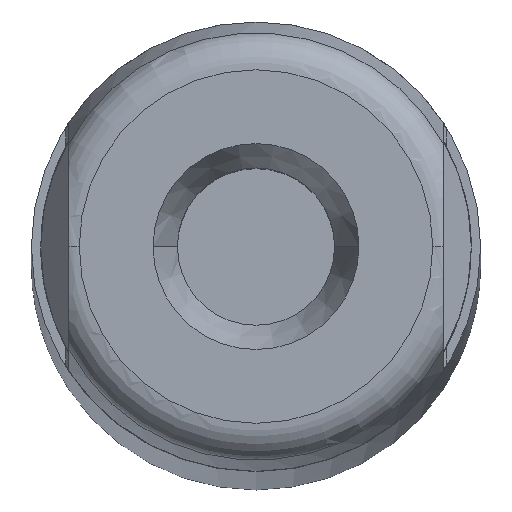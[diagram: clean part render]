
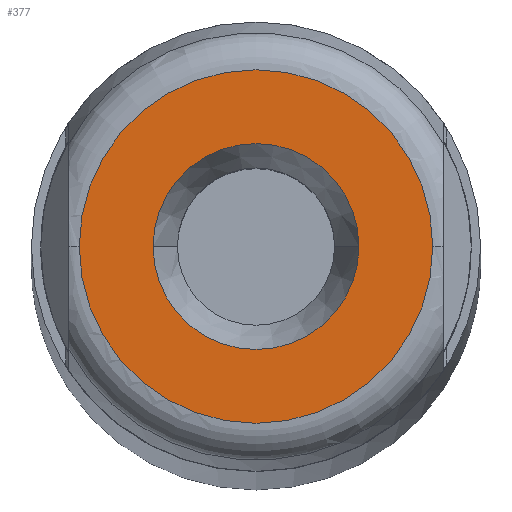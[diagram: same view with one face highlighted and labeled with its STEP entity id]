
A CAD part, top view. The second image highlights one B-rep face of the part: STEP entity #377.
In plain terms, the highlighted planar face has unit normal (0, 0, 1).
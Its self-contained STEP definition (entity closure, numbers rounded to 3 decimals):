
#24 = VERTEX_POINT ( 'NONE', #400 ) ;
#33 = EDGE_CURVE ( 'NONE', #151, #24, #607, .T. ) ;
#99 = EDGE_CURVE ( 'NONE', #118, #100, #737, .T. ) ;
#100 = VERTEX_POINT ( 'NONE', #732 ) ;
#118 = VERTEX_POINT ( 'NONE', #797 ) ;
#151 = VERTEX_POINT ( 'NONE', #895 ) ;
#230 = ORIENTED_EDGE ( 'NONE', *, *, #231, .F. ) ;
#231 = EDGE_CURVE ( 'NONE', #100, #118, #986, .T. ) ;
#232 = ORIENTED_EDGE ( 'NONE', *, *, #99, .F. ) ;
#233 = EDGE_LOOP ( 'NONE', ( #234, #235 ) ) ;
#234 = ORIENTED_EDGE ( 'NONE', *, *, #33, .T. ) ;
#235 = ORIENTED_EDGE ( 'NONE', *, *, #236, .T. ) ;
#236 = EDGE_CURVE ( 'NONE', #24, #151, #1096, .T. ) ;
#281 = EDGE_LOOP ( 'NONE', ( #230, #232 ) ) ;
#377 = ADVANCED_FACE ( 'NONE', ( #1287, #1286 ), #1285, .F. ) ;
#400 = CARTESIAN_POINT ( 'NONE',  ( -4.72, 0., 0. ) ) ;
#606 = CARTESIAN_POINT ( 'NONE',  ( 0., 0., 0. ) ) ;
#607 = CIRCLE ( 'NONE', #638, 4.72 ) ;
#618 = DIRECTION ( 'NONE',  ( 0., 0., 1. ) ) ;
#635 = CARTESIAN_POINT ( 'NONE',  ( 0., 0., 0. ) ) ;
#637 = DIRECTION ( 'NONE',  ( 1., 0., 0. ) ) ;
#638 = AXIS2_PLACEMENT_3D ( 'NONE', #606, #618, #637 ) ;
#732 = CARTESIAN_POINT ( 'NONE',  ( 2.75, 0., 0. ) ) ;
#733 = DIRECTION ( 'NONE',  ( 1., 0., 0. ) ) ;
#734 = DIRECTION ( 'NONE',  ( 0., 0., 1. ) ) ;
#735 = CARTESIAN_POINT ( 'NONE',  ( 0., 0., 0. ) ) ;
#736 = AXIS2_PLACEMENT_3D ( 'NONE', #735, #734, #733 ) ;
#737 = CIRCLE ( 'NONE', #736, 2.75 ) ;
#797 = CARTESIAN_POINT ( 'NONE',  ( -2.75, 0., 0. ) ) ;
#895 = CARTESIAN_POINT ( 'NONE',  ( 4.72, 0., 0. ) ) ;
#907 = DIRECTION ( 'NONE',  ( 1., 0., 0. ) ) ;
#908 = DIRECTION ( 'NONE',  ( 0., 0., 1. ) ) ;
#985 = AXIS2_PLACEMENT_3D ( 'NONE', #635, #908, #907 ) ;
#986 = CIRCLE ( 'NONE', #985, 2.75 ) ;
#1064 = DIRECTION ( 'NONE',  ( 1., 0., 0. ) ) ;
#1065 = AXIS2_PLACEMENT_3D ( 'NONE', #1100, #1116, #1064 ) ;
#1096 = CIRCLE ( 'NONE', #1065, 4.72 ) ;
#1100 = CARTESIAN_POINT ( 'NONE',  ( 0., 0., 0. ) ) ;
#1116 = DIRECTION ( 'NONE',  ( 0., 0., 1. ) ) ;
#1281 = DIRECTION ( 'NONE',  ( -1., 0., 0. ) ) ;
#1282 = DIRECTION ( 'NONE',  ( 0., 0., -1. ) ) ;
#1283 = CARTESIAN_POINT ( 'NONE',  ( 0., 0., 0. ) ) ;
#1284 = AXIS2_PLACEMENT_3D ( 'NONE', #1283, #1282, #1281 ) ;
#1285 = PLANE ( 'NONE',  #1284 ) ;
#1286 = FACE_OUTER_BOUND ( 'NONE', #233, .T. ) ;
#1287 = FACE_BOUND ( 'NONE', #281, .T. ) ;
